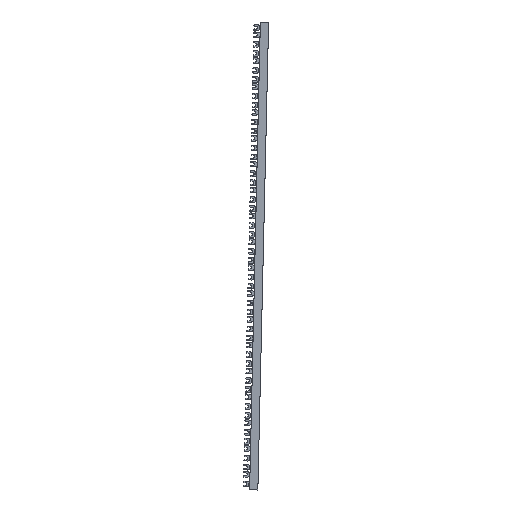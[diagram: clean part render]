
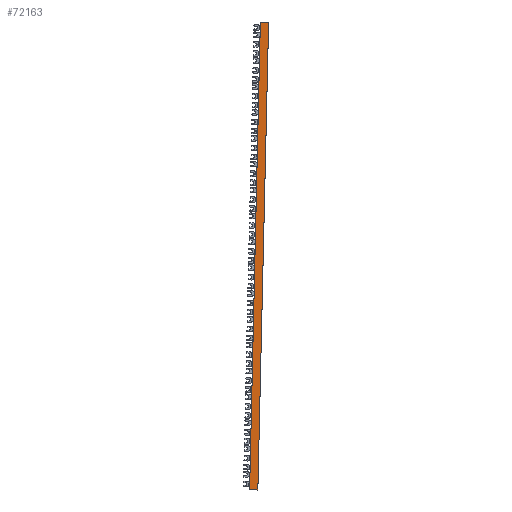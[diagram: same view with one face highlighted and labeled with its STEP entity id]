
A CAD part, left-side view. The second image highlights one B-rep face of the part: STEP entity #72163.
In plain terms, the highlighted face is planar.
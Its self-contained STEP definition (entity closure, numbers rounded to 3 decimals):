
#69402=DIRECTION('',(0.026,1.,0.));
#69403=VECTOR('',#69402,17.);
#69404=CARTESIAN_POINT('',(0.591,0.056,
290.355));
#69405=LINE('',#69404,#69403);
#69613=DIRECTION('',(0.,0.,-1.));
#69614=VECTOR('',#69613,965.617);
#69615=CARTESIAN_POINT('',(1.036,17.05,290.355));
#69616=LINE('',#69615,#69614);
#69620=DIRECTION('',(-0.026,-1.,0.));
#69621=VECTOR('',#69620,17.);
#69622=CARTESIAN_POINT('',(1.036,17.05,
-675.262));
#69623=LINE('',#69622,#69621);
#69627=DIRECTION('',(0.,0.,-1.));
#69628=VECTOR('',#69627,965.617);
#69629=CARTESIAN_POINT('',(0.591,0.056,
290.355));
#69630=LINE('',#69629,#69628);
#71396=CARTESIAN_POINT('',(0.591,0.056,
290.355));
#71397=VERTEX_POINT('',#71396);
#71398=CARTESIAN_POINT('',(1.036,17.05,290.355));
#71399=VERTEX_POINT('',#71398);
#71692=CARTESIAN_POINT('',(0.591,0.056,
-675.262));
#71693=VERTEX_POINT('',#71692);
#71694=CARTESIAN_POINT('',(1.036,17.05,
-675.262));
#71695=VERTEX_POINT('',#71694);
#72151=CARTESIAN_POINT('',(0.589,-0.015,290.355));
#72152=DIRECTION('',(-1.,0.026,0.));
#72153=DIRECTION('',(-0.026,-1.,0.));
#72154=AXIS2_PLACEMENT_3D('',#72151,#72152,#72153);
#72155=PLANE('',#72154);
#72156=ORIENTED_EDGE('',*,*,#71759,.F.);
#72157=ORIENTED_EDGE('',*,*,#72139,.F.);
#72158=ORIENTED_EDGE('',*,*,#71947,.F.);
#72160=ORIENTED_EDGE('',*,*,#72159,.T.);
#72161=EDGE_LOOP('',(#72156,#72157,#72158,#72160));
#72162=FACE_OUTER_BOUND('',#72161,.F.);
#71759=EDGE_CURVE('',#71695,#71693,#69623,.T.);
#71947=EDGE_CURVE('',#71397,#71399,#69405,.T.);
#72139=EDGE_CURVE('',#71399,#71695,#69616,.T.);
#72159=EDGE_CURVE('',#71397,#71693,#69630,.T.);
#72163=ADVANCED_FACE('',(#72162),#72155,.T.);
